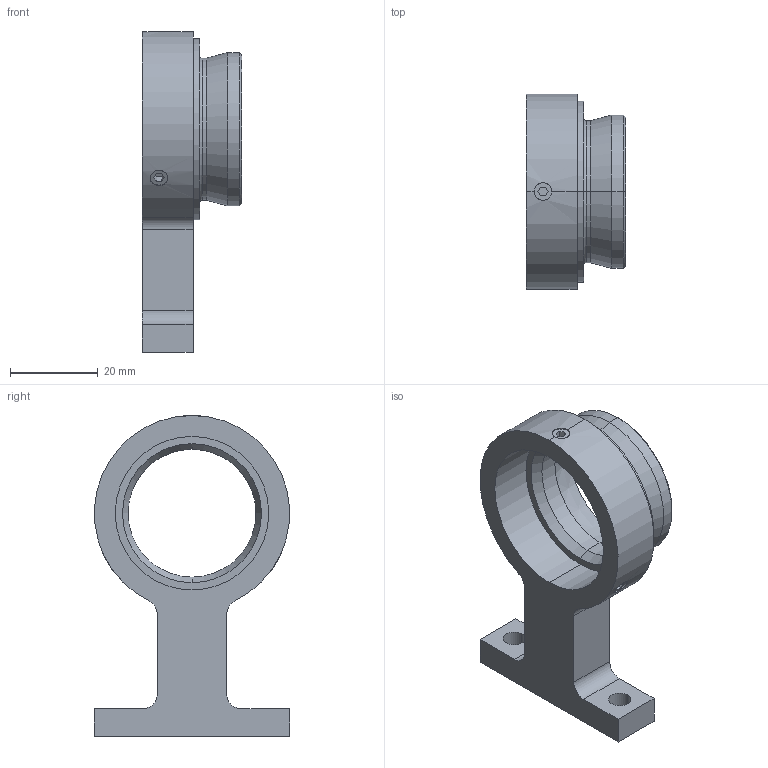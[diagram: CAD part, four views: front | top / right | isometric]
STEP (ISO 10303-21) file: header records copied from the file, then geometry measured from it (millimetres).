
FILE_DESCRIPTION (( 'STEP AP203' ), '1' );
FILE_NAME ('35-07-11-000 OUTLINE.STEP', '2016-04-27T17:34:32', ( 'a' ), ( '' ), 'SwSTEP 2.0', 'SolidWorks 2013', '' );
FILE_SCHEMA (( 'CONFIG_CONTROL_DESIGN' ));
Length unit declared in the file: millimetre
Products named in the file (1): 35-07-11-000 OUTLINE
Bounding box: 22.61 x 44.45 x 73.03 mm (x, y, z)
Volume: 16817.1 mm3; surface area: 9805.6 mm2
Topology: 1 solids, 1 shells, 189 faces, 473 edges, 309 vertices
Faces by surface type: plane 91, bspline 58, cylinder 28, cone 10, torus 2
Entity records: 9820 total; most frequent: CARTESIAN_POINT 5574, ORIENTED_EDGE 942, DIRECTION 673, EDGE_CURVE 471, VERTEX_POINT 309, LINE 289, VECTOR 289, EDGE_LOOP 220
